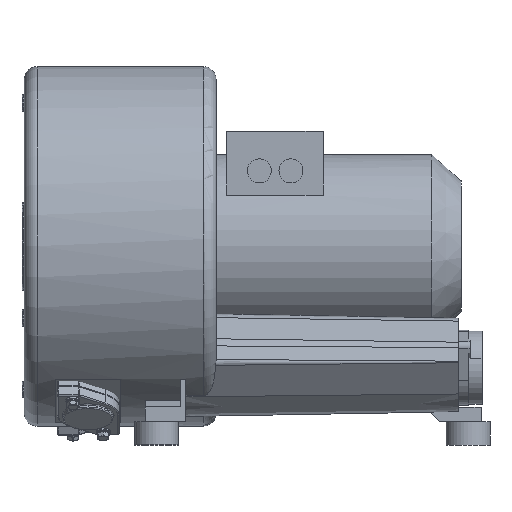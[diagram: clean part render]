
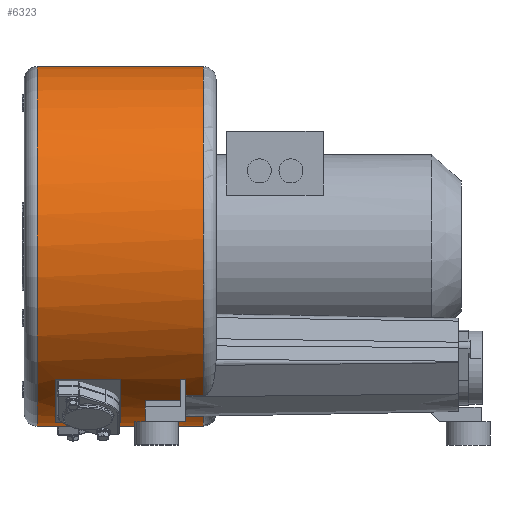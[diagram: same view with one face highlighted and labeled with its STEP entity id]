
A CAD part, top view. The second image highlights one B-rep face of the part: STEP entity #6323.
In plain terms, the highlighted cylindrical face has radius 307.5 mm (diameter 615 mm), a partial arc.
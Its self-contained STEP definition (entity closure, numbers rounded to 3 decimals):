
#346=CARTESIAN_POINT('',(-21.75,0.,0.));
#347=DIRECTION('',(-1.,0.,0.));
#348=DIRECTION('',(0.,-1.,0.));
#349=AXIS2_PLACEMENT_3D('',#346,#347,#348);
#493=CARTESIAN_POINT('',(-21.75,0.,0.));
#494=DIRECTION('',(-1.,0.,0.));
#495=DIRECTION('',(0.,-0.832,0.555));
#496=AXIS2_PLACEMENT_3D('',#493,#494,#495);
#512=CARTESIAN_POINT('',(-306.25,0.,0.));
#513=DIRECTION('',(-1.,0.,0.));
#514=DIRECTION('',(0.,-1.,0.));
#515=AXIS2_PLACEMENT_3D('',#512,#513,#514);
#517=CARTESIAN_POINT('',(-21.75,-255.718,170.776));
#518=CARTESIAN_POINT('',(-31.667,-255.428,171.211));
#519=CARTESIAN_POINT('',(-41.584,-255.134,171.648));
#520=CARTESIAN_POINT('',(-51.5,-254.837,172.088));
#522=DIRECTION('',(-1.,0.,0.));
#523=VECTOR('',#522,10.);
#524=CARTESIAN_POINT('',(-51.5,-227.392,207.));
#525=LINE('',#524,#523);
#526=DIRECTION('',(-1.,0.,0.));
#527=VECTOR('',#526,60.);
#528=CARTESIAN_POINT('',(-61.5,-264.4,157.));
#529=LINE('',#528,#527);
#530=DIRECTION('',(1.,0.,0.));
#531=VECTOR('',#530,66.5);
#532=CARTESIAN_POINT('',(-121.5,-270.899,145.5));
#533=LINE('',#532,#531);
#534=CARTESIAN_POINT('',(-55.,-290.879,99.728));
#535=CARTESIAN_POINT('',(-43.917,-290.686,100.29));
#536=CARTESIAN_POINT('',(-32.834,-290.493,100.847));
#537=CARTESIAN_POINT('',(-21.75,-290.301,101.399));
#539=DIRECTION('',(-1.,0.,0.));
#540=VECTOR('',#539,284.5);
#541=CARTESIAN_POINT('',(-21.75,-307.5,0.));
#542=LINE('',#541,#540);
#543=DIRECTION('',(1.,0.,0.));
#544=VECTOR('',#543,112.);
#545=CARTESIAN_POINT('',(-275.,-227.729,206.63));
#546=LINE('',#545,#544);
#547=CARTESIAN_POINT('',(-275.,0.,0.));
#548=DIRECTION('',(1.,0.,0.));
#549=DIRECTION('',(0.,-0.741,0.672));
#550=AXIS2_PLACEMENT_3D('',#547,#548,#549);
#552=DIRECTION('',(1.,0.,0.));
#553=VECTOR('',#552,112.);
#554=CARTESIAN_POINT('',(-275.,-302.072,57.519));
#555=LINE('',#554,#553);
#556=CARTESIAN_POINT('',(-163.,0.,0.));
#557=DIRECTION('',(1.,0.,0.));
#558=DIRECTION('',(0.,-0.741,0.672));
#559=AXIS2_PLACEMENT_3D('',#556,#557,#558);
#1471=DIRECTION('',(-1.,0.,0.));
#1472=VECTOR('',#1471,284.5);
#1473=CARTESIAN_POINT('',(-21.75,307.5,0.));
#1474=LINE('',#1473,#1472);
#3846=CARTESIAN_POINT('',(-55.,0.,0.));
#3847=DIRECTION('',(-1.,0.,0.));
#3848=DIRECTION('',(0.,-0.946,0.324));
#3849=AXIS2_PLACEMENT_3D('',#3846,#3847,#3848);
#3855=CARTESIAN_POINT('',(-121.5,0.,0.));
#3856=DIRECTION('',(-1.,0.,0.));
#3857=DIRECTION('',(0.,-0.881,0.473));
#3858=AXIS2_PLACEMENT_3D('',#3855,#3856,#3857);
#3880=CARTESIAN_POINT('',(-61.5,0.,0.));
#3881=DIRECTION('',(-1.,0.,0.));
#3882=DIRECTION('',(0.,-0.86,0.511));
#3883=AXIS2_PLACEMENT_3D('',#3880,#3881,#3882);
#3967=CARTESIAN_POINT('',(-51.5,0.,0.));
#3968=DIRECTION('',(1.,0.,0.));
#3969=DIRECTION('',(0.,-0.739,0.673));
#3970=AXIS2_PLACEMENT_3D('',#3967,#3968,#3969);
#4707=CARTESIAN_POINT('',(-21.75,-307.5,0.));
#4708=VERTEX_POINT('',#4707);
#4709=CARTESIAN_POINT('',(-21.75,-290.301,101.399));
#4710=VERTEX_POINT('',#4709);
#4716=CARTESIAN_POINT('',(-306.25,-307.5,0.));
#4717=VERTEX_POINT('',#4716);
#4733=CARTESIAN_POINT('',(-21.75,307.5,0.));
#4734=CARTESIAN_POINT('',(-306.25,307.5,0.));
#4735=VERTEX_POINT('',#4733);
#4736=VERTEX_POINT('',#4734);
#4865=CARTESIAN_POINT('',(-21.75,-255.718,170.776));
#4866=VERTEX_POINT('',#4865);
#4867=VERTEX_POINT('',#520);
#4868=CARTESIAN_POINT('',(-51.5,-227.392,207.));
#4869=VERTEX_POINT('',#4868);
#4870=CARTESIAN_POINT('',(-61.5,-227.392,207.));
#4871=VERTEX_POINT('',#4870);
#4872=CARTESIAN_POINT('',(-61.5,-264.4,157.));
#4873=VERTEX_POINT('',#4872);
#4874=CARTESIAN_POINT('',(-121.5,-264.4,157.));
#4875=VERTEX_POINT('',#4874);
#4876=CARTESIAN_POINT('',(-121.5,-270.899,145.5));
#4877=VERTEX_POINT('',#4876);
#4878=CARTESIAN_POINT('',(-55.,-270.899,145.5));
#4879=VERTEX_POINT('',#4878);
#4880=CARTESIAN_POINT('',(-55.,-290.881,99.722));
#4881=VERTEX_POINT('',#4880);
#5760=CARTESIAN_POINT('',(-275.,-227.729,206.63));
#5761=CARTESIAN_POINT('',(-163.,-227.729,206.63));
#5762=VERTEX_POINT('',#5760);
#5763=VERTEX_POINT('',#5761);
#5764=CARTESIAN_POINT('',(-275.,-302.072,57.519));
#5765=CARTESIAN_POINT('',(-163.,-302.072,57.519));
#5766=VERTEX_POINT('',#5764);
#5767=VERTEX_POINT('',#5765);
#6280=CARTESIAN_POINT('',(0.,0.,0.));
#6281=DIRECTION('',(1.,0.,0.));
#6282=DIRECTION('',(0.,-1.,0.));
#6283=AXIS2_PLACEMENT_3D('',#6280,#6281,#6282);
#6284=CYLINDRICAL_SURFACE('',#6283,307.5);
#6286=ORIENTED_EDGE('',*,*,#6285,.T.);
#6288=ORIENTED_EDGE('',*,*,#6287,.F.);
#6289=ORIENTED_EDGE('',*,*,#6256,.F.);
#6291=ORIENTED_EDGE('',*,*,#6290,.T.);
#6293=ORIENTED_EDGE('',*,*,#6292,.F.);
#6295=ORIENTED_EDGE('',*,*,#6294,.T.);
#6297=ORIENTED_EDGE('',*,*,#6296,.F.);
#6299=ORIENTED_EDGE('',*,*,#6298,.T.);
#6301=ORIENTED_EDGE('',*,*,#6300,.F.);
#6303=ORIENTED_EDGE('',*,*,#6302,.T.);
#6305=ORIENTED_EDGE('',*,*,#6304,.F.);
#6307=ORIENTED_EDGE('',*,*,#6306,.T.);
#6308=ORIENTED_EDGE('',*,*,#6096,.F.);
#6310=ORIENTED_EDGE('',*,*,#6309,.T.);
#6311=EDGE_LOOP('',(#6286,#6288,#6289,#6291,#6293,#6295,#6297,#6299,#6301,#6303,
#6305,#6307,#6308,#6310));
#6312=FACE_OUTER_BOUND('',#6311,.F.);
#6314=ORIENTED_EDGE('',*,*,#6313,.F.);
#6316=ORIENTED_EDGE('',*,*,#6315,.T.);
#6318=ORIENTED_EDGE('',*,*,#6317,.T.);
#6320=ORIENTED_EDGE('',*,*,#6319,.F.);
#6321=EDGE_LOOP('',(#6314,#6316,#6318,#6320));
#6322=FACE_BOUND('',#6321,.F.);
#6323=ADVANCED_FACE('',(#6312,#6322),#6284,.T.);
#350=CIRCLE('',#349,307.5);
#497=CIRCLE('',#496,307.5);
#516=CIRCLE('',#515,307.5);
#521=B_SPLINE_CURVE_WITH_KNOTS('',3,(#517,#518,#519,#520),.UNSPECIFIED.,.F.,.F.,
(4,4),(0.,1.),.UNSPECIFIED.);
#538=B_SPLINE_CURVE_WITH_KNOTS('',3,(#534,#535,#536,#537),.UNSPECIFIED.,.F.,.F.,
(4,4),(0.,1.),.UNSPECIFIED.);
#551=CIRCLE('',#550,307.5);
#560=CIRCLE('',#559,307.5);
#3850=CIRCLE('',#3849,307.5);
#3859=CIRCLE('',#3858,307.5);
#3884=CIRCLE('',#3883,307.5);
#3971=CIRCLE('',#3970,307.5);
#6096=EDGE_CURVE('',#4708,#4710,#350,.T.);
#6256=EDGE_CURVE('',#4866,#4735,#497,.T.);
#6285=EDGE_CURVE('',#4717,#4736,#516,.T.);
#6287=EDGE_CURVE('',#4735,#4736,#1474,.T.);
#6290=EDGE_CURVE('',#4866,#4867,#521,.T.);
#6292=EDGE_CURVE('',#4869,#4867,#3971,.T.);
#6294=EDGE_CURVE('',#4869,#4871,#525,.T.);
#6296=EDGE_CURVE('',#4873,#4871,#3884,.T.);
#6298=EDGE_CURVE('',#4873,#4875,#529,.T.);
#6300=EDGE_CURVE('',#4877,#4875,#3859,.T.);
#6302=EDGE_CURVE('',#4877,#4879,#533,.T.);
#6304=EDGE_CURVE('',#4881,#4879,#3850,.T.);
#6306=EDGE_CURVE('',#4881,#4710,#538,.T.);
#6309=EDGE_CURVE('',#4708,#4717,#542,.T.);
#6313=EDGE_CURVE('',#5762,#5763,#546,.T.);
#6315=EDGE_CURVE('',#5762,#5766,#551,.T.);
#6317=EDGE_CURVE('',#5766,#5767,#555,.T.);
#6319=EDGE_CURVE('',#5763,#5767,#560,.T.);
